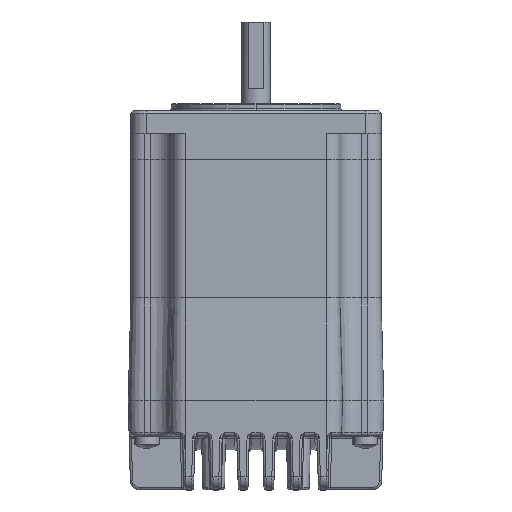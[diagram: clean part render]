
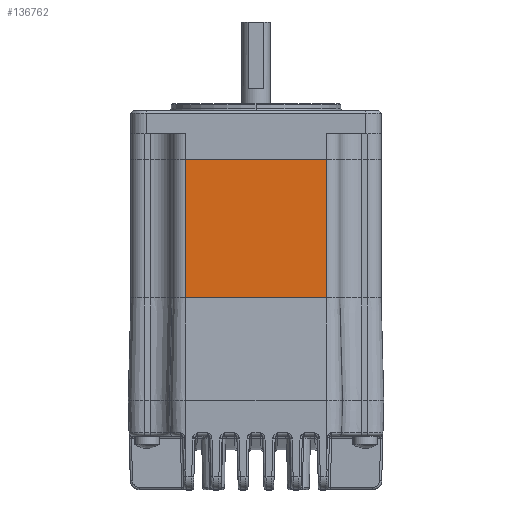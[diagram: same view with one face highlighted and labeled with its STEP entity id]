
A CAD part, top view. The second image highlights one B-rep face of the part: STEP entity #136762.
In plain terms, the highlighted face is planar.
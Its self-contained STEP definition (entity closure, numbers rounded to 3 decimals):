
#134087 = VERTEX_POINT ( 'NONE', #144641 ) ;
#134091 = EDGE_CURVE ( 'NONE', #134087, #134092, #144640, .T. ) ;
#134092 = VERTEX_POINT ( 'NONE', #144636 ) ;
#134333 = VERTEX_POINT ( 'NONE', #144888 ) ;
#134411 = VERTEX_POINT ( 'NONE', #144981 ) ;
#134413 = EDGE_CURVE ( 'NONE', #134333, #134411, #144980, .T. ) ;
#136651 = EDGE_CURVE ( 'NONE', #134087, #134333, #147464, .T. ) ;
#136762 = ADVANCED_FACE ( 'NONE', ( #147549 ), #147548, .F. ) ;
#136765 = EDGE_LOOP ( 'NONE', ( #136766, #136767, #136771, #136773 ) ) ;
#136766 = ORIENTED_EDGE ( 'NONE', *, *, #134413, .T. ) ;
#136767 = ORIENTED_EDGE ( 'NONE', *, *, #136768, .F. ) ;
#136768 = EDGE_CURVE ( 'NONE', #134092, #134411, #147607, .T. ) ;
#136771 = ORIENTED_EDGE ( 'NONE', *, *, #134091, .F. ) ;
#136773 = ORIENTED_EDGE ( 'NONE', *, *, #136651, .T. ) ;
#144636 = CARTESIAN_POINT ( 'NONE',  ( 253.266, 187.693, 31. ) ) ;
#144637 = DIRECTION ( 'NONE',  ( -1., 0., 0. ) ) ;
#144638 = VECTOR ( 'NONE', #144637, 1000. ) ;
#144639 = CARTESIAN_POINT ( 'NONE',  ( 284.866, 187.693, 31. ) ) ;
#144640 = LINE ( 'NONE', #144639, #144638 ) ;
#144641 = CARTESIAN_POINT ( 'NONE',  ( 284.866, 187.693, 31. ) ) ;
#144888 = CARTESIAN_POINT ( 'NONE',  ( 284.866, 187.693, 0. ) ) ;
#144977 = DIRECTION ( 'NONE',  ( -1., 0., 0. ) ) ;
#144978 = VECTOR ( 'NONE', #144977, 1000. ) ;
#144979 = CARTESIAN_POINT ( 'NONE',  ( 284.866, 187.693, 0. ) ) ;
#144980 = LINE ( 'NONE', #144979, #144978 ) ;
#144981 = CARTESIAN_POINT ( 'NONE',  ( 253.266, 187.693, 0. ) ) ;
#147461 = DIRECTION ( 'NONE',  ( 0., 0., -1. ) ) ;
#147462 = VECTOR ( 'NONE', #147461, 1000. ) ;
#147463 = CARTESIAN_POINT ( 'NONE',  ( 284.866, 187.693, 31. ) ) ;
#147464 = LINE ( 'NONE', #147463, #147462 ) ;
#147545 = DIRECTION ( 'NONE',  ( 0., -1., 0. ) ) ;
#147546 = CARTESIAN_POINT ( 'NONE',  ( 284.866, 187.693, 31. ) ) ;
#147547 = AXIS2_PLACEMENT_3D ( 'NONE', #147546, #147545, #147608 ) ;
#147548 = PLANE ( 'NONE',  #147547 ) ;
#147549 = FACE_OUTER_BOUND ( 'NONE', #136765, .T. ) ;
#147604 = DIRECTION ( 'NONE',  ( 0., 0., -1. ) ) ;
#147605 = VECTOR ( 'NONE', #147604, 1000. ) ;
#147606 = CARTESIAN_POINT ( 'NONE',  ( 253.266, 187.693, 31. ) ) ;
#147607 = LINE ( 'NONE', #147606, #147605 ) ;
#147608 = DIRECTION ( 'NONE',  ( 1., 0., 0. ) ) ;
